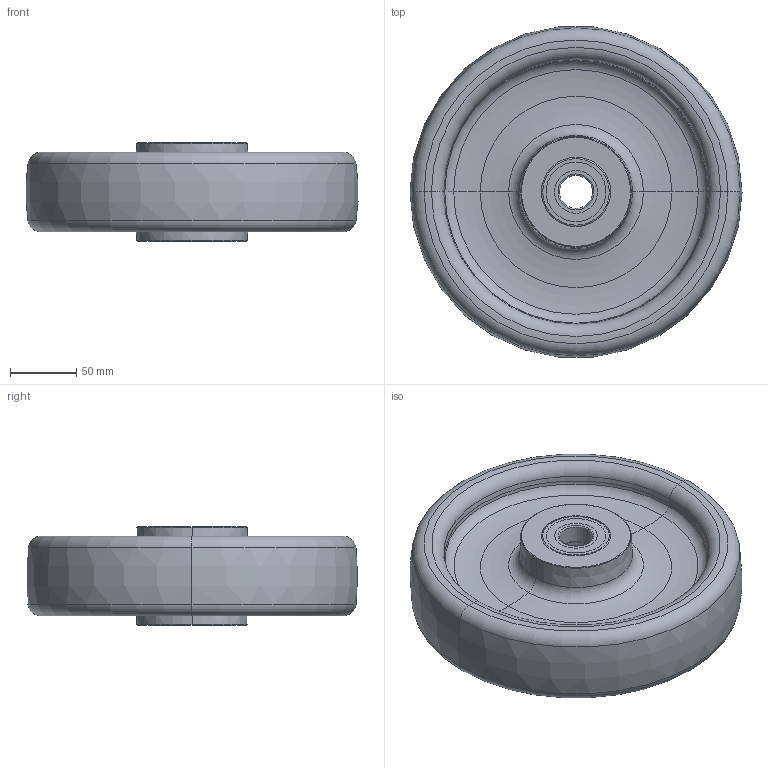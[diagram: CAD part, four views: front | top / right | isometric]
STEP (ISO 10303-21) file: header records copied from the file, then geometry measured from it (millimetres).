
FILE_DESCRIPTION (( 'STEP AP214' ), '1' );
FILE_NAME ('0016975.step', '2020-10-30T08:59:58', ( '' ), ( '' ), 'SwSTEP 2.0', 'SolidWorks 2018', '' );
FILE_SCHEMA (( 'AUTOMOTIVE_DESIGN' ));
Length unit declared in the file: millimetre
Products named in the file (1): 0016975
Bounding box: 249.66 x 248.3 x 74 mm (x, y, z)
Volume: 1816037.7 mm3; surface area: 202418.2 mm2
Topology: 11 solids, 11 shells, 174 faces, 348 edges, 204 vertices
Faces by surface type: torus 78, cylinder 58, plane 30, cone 8
Entity records: 6664 total; most frequent: DIRECTION 980, CARTESIAN_POINT 727, ORIENTED_EDGE 696, AXIS2_PLACEMENT_3D 457, EDGE_CURVE 348, CIRCLE 282, VERTEX_POINT 204, EDGE_LOOP 204
